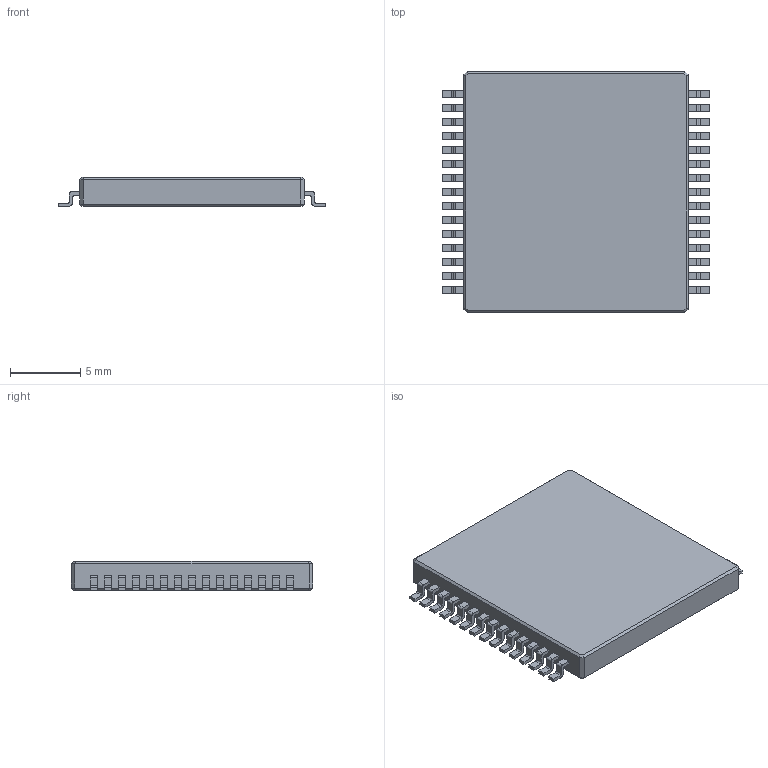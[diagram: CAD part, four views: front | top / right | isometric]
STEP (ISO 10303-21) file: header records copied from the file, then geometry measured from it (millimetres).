
FILE_DESCRIPTION(('FreeCAD Model'),'2;1');
FILE_NAME('ST_MultiPowerSO-30.step','2018-08-08T23:52:46' ,('kicad StepUp'),('ksu MCAD'),'Open CASCADE STEP processor 7.3', 'FreeCAD','Unknown');
FILE_SCHEMA(('AUTOMOTIVE_DESIGN { 1 0 10303 214 1 1 1 1 }'));
Length unit declared in the file: millimetre
Products named in the file (1): ST_MultiPowerSO-30
Bounding box: 19 x 17.2 x 2.08 mm (x, y, z)
Volume: 570.7 mm3; surface area: 770.8 mm2
Topology: 1 solids, 1 shells, 416 faces, 1136 edges, 752 vertices
Faces by surface type: plane 296, cylinder 120
Entity records: 16017 total; most frequent: CARTESIAN_POINT 2305, ORIENTED_EDGE 2272, DIRECTION 2210, EDGE_CURVE 1136, LINE 896, VECTOR 896, VERTEX_POINT 752, AXIS2_PLACEMENT_3D 657
